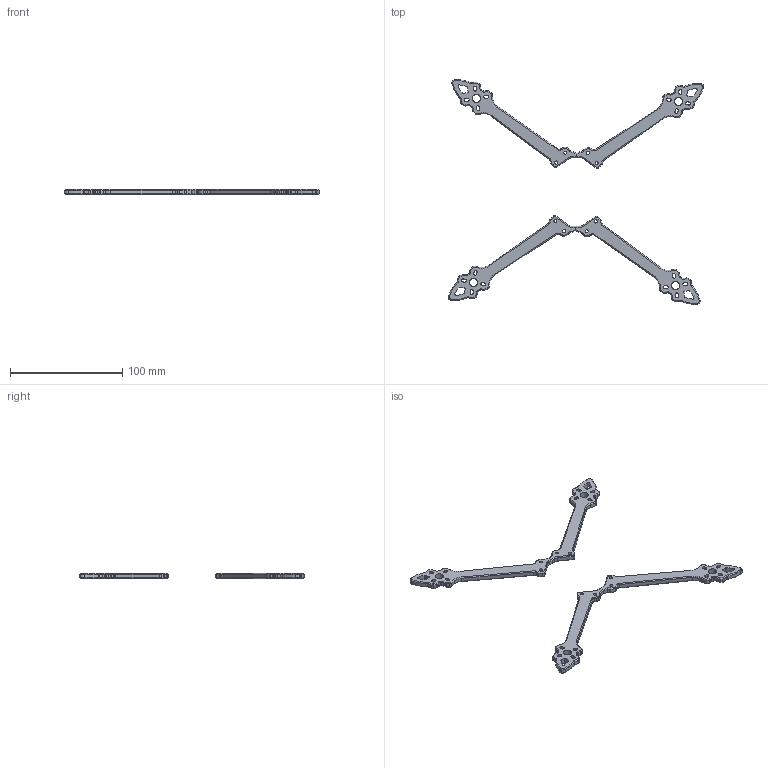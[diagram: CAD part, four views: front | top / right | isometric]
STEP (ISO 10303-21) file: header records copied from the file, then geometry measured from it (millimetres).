
FILE_DESCRIPTION(/* description */ (''),/* implementation_level */ '2;1');
FILE_NAME(/* name */ 'GEPRC Mk4 5in Arms.step',/* time_stamp */ '2023-11-25T11:09:01-08:00',/* author */ (''),/* organization */ (''),/* preprocessor_version */ 'ST-DEVELOPER v20',/* originating_system */ 'Autodesk Translation Framework v12.14.0.127',/* authorisation */ '');
FILE_SCHEMA (('AUTOMOTIVE_DESIGN { 1 0 10303 214 3 1 1 }'));
Length unit declared in the file: millimetre
Products named in the file (1): Arms 5" 5mm
Bounding box: 227.44 x 200.36 x 5 mm (x, y, z)
Volume: 31366.4 mm3; surface area: 19907.6 mm2
Topology: 4 solids, 4 shells, 732 faces, 1788 edges, 1064 vertices
Faces by surface type: plane 272, cone 240, cylinder 220
Full cylindrical faces by diameter (mm): 2.8 x8, 7.25 x4
Entity records: 21405 total; most frequent: DIRECTION 3878, CARTESIAN_POINT 3745, ORIENTED_EDGE 3576, EDGE_CURVE 1788, AXIS2_PLACEMENT_3D 1413, VERTEX_POINT 1064, LINE 1052, VECTOR 1052
